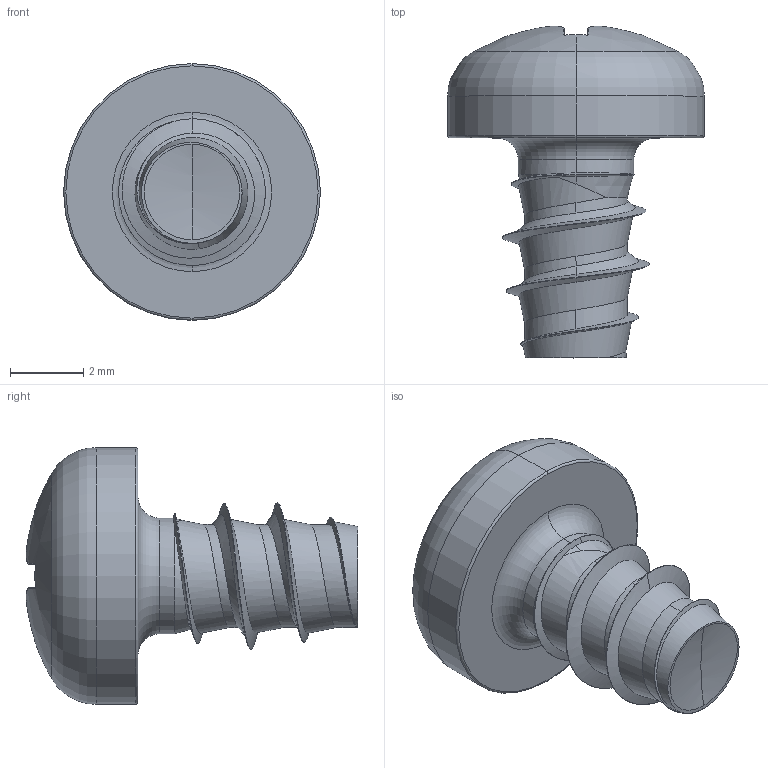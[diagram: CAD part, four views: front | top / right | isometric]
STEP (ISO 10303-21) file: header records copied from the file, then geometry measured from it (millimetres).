
FILE_DESCRIPTION (( 'STEP AP203' ), '1' );
FILE_NAME ('STP320400060.STEP', '2017-08-15T14:28:36', ( '' ), ( '' ), 'SwSTEP 2.0', 'SolidWorks 2015', '' );
FILE_SCHEMA (( 'CONFIG_CONTROL_DESIGN' ));
Length unit declared in the file: millimetre
Products named in the file (1): STP320400060
Bounding box: 7 x 9.05 x 7 mm (x, y, z)
Volume: 131.6 mm3; surface area: 208.7 mm2
Topology: 1 solids, 1 shells, 169 faces, 378 edges, 211 vertices
Faces by surface type: bspline 51, cylinder 32, torus 28, sphere 28, plane 22, cone 8
Entity records: 12248 total; most frequent: CARTESIAN_POINT 8774, ORIENTED_EDGE 752, DIRECTION 676, EDGE_CURVE 376, AXIS2_PLACEMENT_3D 306, VERTEX_POINT 211, CIRCLE 187, EDGE_LOOP 171
